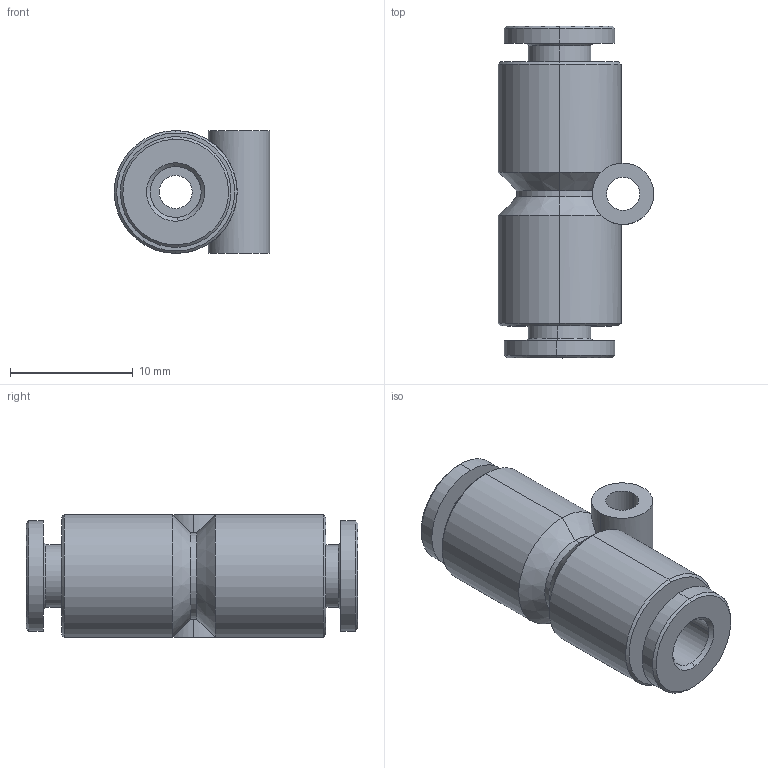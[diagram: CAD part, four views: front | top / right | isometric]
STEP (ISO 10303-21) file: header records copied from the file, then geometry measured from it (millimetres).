
FILE_DESCRIPTION(( 'RT.25.04.00.STEP' ), '1');
FILE_NAME( 'RT.25.04.00.STEP', '2018-10-08T15:36:40',( 'Sopra'),('sopra-pneumatic.com'), 'SwSTEP 2.0','SolidWorks 2009','' );
FILE_SCHEMA (( 'CONFIG_CONTROL_DESIGN' ));
Length unit declared in the file: millimetre
Products named in the file (1): B0150010
Bounding box: 12.66 x 27 x 10 mm (x, y, z)
Volume: 1593.4 mm3; surface area: 1640.1 mm2
Topology: 1 solids, 1 shells, 57 faces, 127 edges, 78 vertices
Faces by surface type: cylinder 25, cone 22, plane 10
Entity records: 1740 total; most frequent: CARTESIAN_POINT 345, DIRECTION 305, ORIENTED_EDGE 254, AXIS2_PLACEMENT_3D 130, EDGE_CURVE 127, VERTEX_POINT 78, CIRCLE 72, EDGE_LOOP 67
